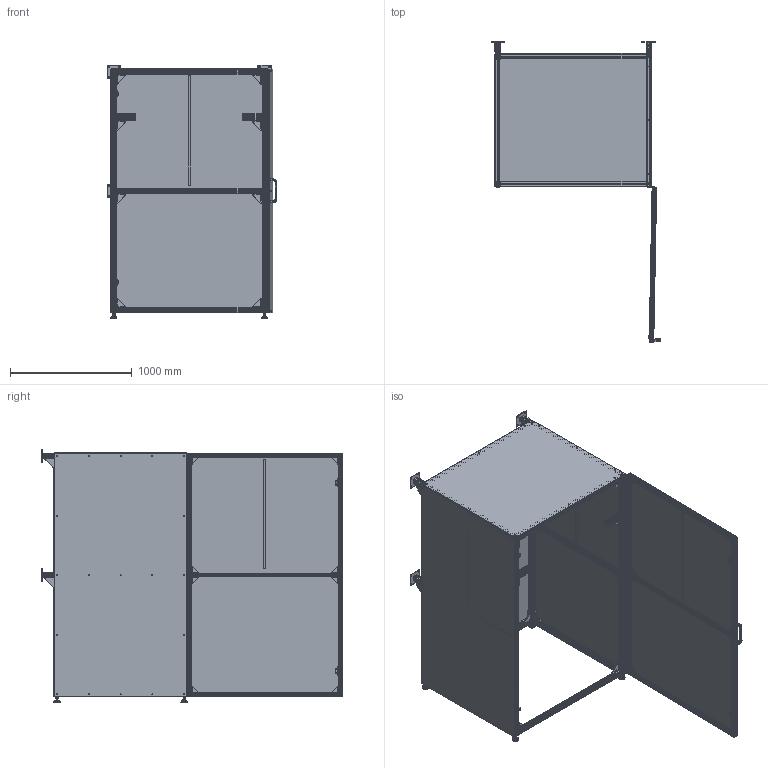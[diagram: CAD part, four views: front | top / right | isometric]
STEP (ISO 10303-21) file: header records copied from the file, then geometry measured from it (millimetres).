
FILE_DESCRIPTION(/* description */ (''),/* implementation_level */ '2;1');
FILE_NAME(/* name */ 'Plant-imager Box v77.step',/* time_stamp */ '2022-06-06T20:15:17+02:00',/* author */ (''),/* organization */ (''),/* preprocessor_version */ 'ST-DEVELOPER v18.1',/* originating_system */ 'Autodesk Translation Framework v10.10.0.1391',/* authorisation */ '');
FILE_SCHEMA (('AUTOMOTIVE_DESIGN { 1 0 10303 214 3 1 1 }'));
Products named in the file (48): Plant-imager Box; Profil 40x40 v2; Profil 40x40 v1 (3); Profil 40x40 v1 (4); Planche 2 v4; Planche 1; Planche 2; Planche 3; Planche 4; STRAP_SHAPED_HANDLE; HINGE 2; HINGE; Profil 30x30 v1; Profil 30x30 v1 (1); HINGE 1; HINGE_1; MAGNET_CATCH; Profil 40x40 v1 (2); HINGE 1_1; HINGE_2; HINGE 1_2; HINGE_3; 5; 7; 8; 9; 10; 11; HINGE 2_1; HINGE_4; HINGE 2_2; HINGE_5; 1; 2; 3; 4; 6; Magnet bracket; Magnet; BRACKET_30X60 ...
Assembly tree (139 placements, depth 4):
  Plant-imager Box
    Profil 40x40 v2  x2
    Profil 40x40 v1  x5
    Profil 40x40 v1 (1)  x4
    Profil 40x40 v1 (2)  x4
    Profil 40x40 v1 (3)  x2
    Profil 40x40 v1 (4)  x2
    Planche 2 v4
    STEEL_BASE  x4
    Planche 1
    Planche 2
    Planche 3
    Planche 4
    STRAP_SHAPED_HANDLE
    Profil 30x30 v1  x2
    HINGE 2
      HINGE
        1
        2
        3
        4
        6
    Profil 30x30 v1 (1)  x3
    HINGE 1
      HINGE_1
        5
        7
        8
        9
        10
        11
    MAGNET_CATCH  x2
    brackets_ce-sb3680-8  x30
    HINGE 1_1
      HINGE_2
        5
        7
        8
        9
        10
        11
    HINGE 1_2
      HINGE_3
        5
        7
        8
        9
        10
        11
    HINGE 2_1
      HINGE_4
        1
        2
        3
        4
        6
    HINGE 2_2
      HINGE_5
        1
        2
Bounding box: 1395.99 x 2469.04 x 2084 mm (x, y, z)
Volume: 102075276.5 mm3; surface area: 36362768.1 mm2
Topology: 127 solids, 131 shells, 6834 faces, 19184 edges, 12654 vertices
Faces by surface type: plane 4603, cylinder 1895, cone 204, torus 90, sphere 38, bspline 4
Full cylindrical faces by diameter (mm): 4 x4, 4.92 x6, 5 x6, 6 x48, 6.5 x2, 6.6 x12, 7.5 x4, 8 x74, 8.5 x60, 10 x4, 10.5 x2, 12 x28, 13 x16, 34 x4, 35.7 x4, 44 x4
Entity records: 65911 total; most frequent: CARTESIAN_POINT 12068, ORIENTED_EDGE 10936, DIRECTION 10784, EDGE_CURVE 5468, LINE 4264, VECTOR 4264, VERTEX_POINT 3610, AXIS2_PLACEMENT_3D 3260
